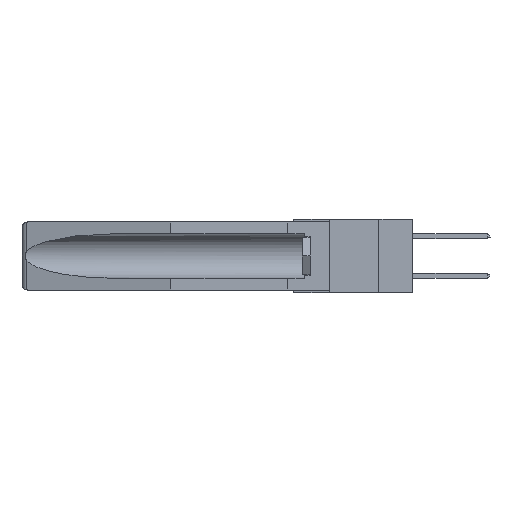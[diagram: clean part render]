
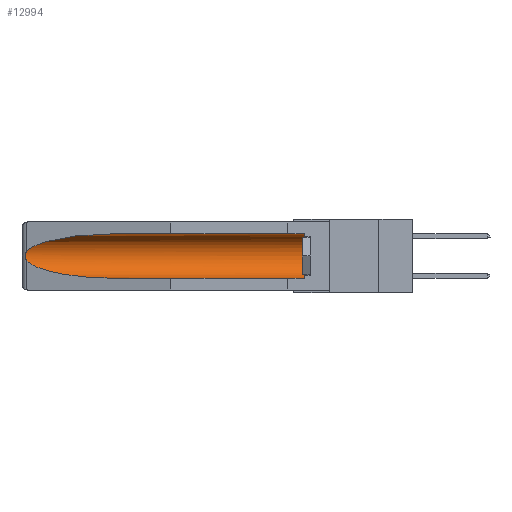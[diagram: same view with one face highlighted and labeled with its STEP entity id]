
A CAD part, left-side view. The second image highlights one B-rep face of the part: STEP entity #12994.
In plain terms, the highlighted cylindrical face has radius 2.857 mm (diameter 5.715 mm), a partial arc.
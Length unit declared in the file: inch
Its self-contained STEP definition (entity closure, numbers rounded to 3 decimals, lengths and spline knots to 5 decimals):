
#495 = EDGE_CURVE ( 'NONE', #3284, #13252, #1889, .T. ) ;
#1560 = DIRECTION ( 'NONE',  ( 0., 0., 1. ) ) ;
#1573 = VERTEX_POINT ( 'NONE', #17212 ) ;
#1889 =( BOUNDED_CURVE ( )  B_SPLINE_CURVE ( 3, ( #8227, #18164, #15344, #12480 ),
 .UNSPECIFIED., .F., .F. ) 
 B_SPLINE_CURVE_WITH_KNOTS ( ( 4, 4 ),
 ( 4.71239, 6.08839 ),
 .UNSPECIFIED. ) 
 CURVE ( )  GEOMETRIC_REPRESENTATION_ITEM ( )  RATIONAL_B_SPLINE_CURVE ( ( 1., 0.848, 0.848, 1. ) ) 
 REPRESENTATION_ITEM ( '' )  );
#2304 = VECTOR ( 'NONE', #16340, 39.37008 ) ;
#2326 = CARTESIAN_POINT ( 'NONE',  ( 0.26597, 1.52961, -0.15275 ) ) ;
#2381 = EDGE_CURVE ( 'NONE', #13252, #1573, #8853, .T. ) ;
#2906 = CARTESIAN_POINT ( 'NONE',  ( 0.155, 0.126, -0.1715 ) ) ;
#3284 = VERTEX_POINT ( 'NONE', #8606 ) ;
#3867 = CARTESIAN_POINT ( 'NONE',  ( 0.2675, 1.53308, -0.17534 ) ) ;
#4274 = EDGE_CURVE ( 'NONE', #13095, #5016, #5751, .T. ) ;
#4334 = VERTEX_POINT ( 'NONE', #15945 ) ;
#4699 = ORIENTED_EDGE ( 'NONE', *, *, #2381, .T. ) ;
#5016 = VERTEX_POINT ( 'NONE', #14823 ) ;
#5059 = CARTESIAN_POINT ( 'NONE',  ( 0.2673, 1.5327, -0.16383 ) ) ;
#5176 = CARTESIAN_POINT ( 'NONE',  ( 0.26655, 1.53094, -0.18657 ) ) ;
#5189 = CARTESIAN_POINT ( 'NONE',  ( 0.21114, 1.30732, -0.284 ) ) ;
#5238 = CARTESIAN_POINT ( 'NONE',  ( 0.26597, 1.5296, -0.19026 ) ) ;
#5400 = VECTOR ( 'NONE', #8683, 39.37008 ) ;
#5751 = CIRCLE ( 'NONE', #7775, 0.1125 ) ;
#6090 = EDGE_CURVE ( 'NONE', #1573, #4334, #14632, .T. ) ;
#6399 = CARTESIAN_POINT ( 'NONE',  ( 0.155, -0.30754, -0.059 ) ) ;
#6738 = CARTESIAN_POINT ( 'NONE',  ( 0.25451, 1.48313, -0.24835 ) ) ;
#7775 = AXIS2_PLACEMENT_3D ( 'NONE', #2906, #15689, #14430 ) ;
#7780 = ORIENTED_EDGE ( 'NONE', *, *, #16529, .T. ) ;
#7924 = CARTESIAN_POINT ( 'NONE',  ( 0.26537, 1.52718, -0.19328 ) ) ;
#7988 = ORIENTED_EDGE ( 'NONE', *, *, #4274, .T. ) ;
#8193 = CARTESIAN_POINT ( 'NONE',  ( 0.155, 1.07973, -0.284 ) ) ;
#8227 = CARTESIAN_POINT ( 'NONE',  ( 0.155, 1.07973, -0.059 ) ) ;
#8604 = CARTESIAN_POINT ( 'NONE',  ( 0.155, -0.30754, -0.1715 ) ) ;
#8606 = CARTESIAN_POINT ( 'NONE',  ( 0.155, 1.07973, -0.059 ) ) ;
#8683 = DIRECTION ( 'NONE',  ( 0., 1., 0. ) ) ;
#8845 = DIRECTION ( 'NONE',  ( 0., 1., 0. ) ) ;
#8853 = B_SPLINE_CURVE_WITH_KNOTS ( 'NONE', 3,
 ( #10832, #2326, #17992, #5059, #10720, #3867, #15058, #5176, #5238, #7924 ),
 .UNSPECIFIED., .F., .F.,
 ( 4, 2, 2, 2, 4 ),
 ( 0., 0.00029, 0.00058, 0.00087, 0.00117 ),
 .UNSPECIFIED. ) ;
#8971 = LINE ( 'NONE', #6399, #2304 ) ;
#9770 = ORIENTED_EDGE ( 'NONE', *, *, #495, .T. ) ;
#10088 = LINE ( 'NONE', #10096, #5400 ) ;
#10096 = CARTESIAN_POINT ( 'NONE',  ( 0.155, -0.30754, -0.284 ) ) ;
#10336 = AXIS2_PLACEMENT_3D ( 'NONE', #8604, #8845, #1560 ) ;
#10720 = CARTESIAN_POINT ( 'NONE',  ( 0.2675, 1.53308, -0.16763 ) ) ;
#10832 = CARTESIAN_POINT ( 'NONE',  ( 0.26537, 1.52718, -0.14972 ) ) ;
#11001 = CYLINDRICAL_SURFACE ( 'NONE', #10336, 0.1125 ) ;
#11636 = ORIENTED_EDGE ( 'NONE', *, *, #17421, .F. ) ;
#12480 = CARTESIAN_POINT ( 'NONE',  ( 0.26537, 1.52718, -0.14972 ) ) ;
#12706 = CARTESIAN_POINT ( 'NONE',  ( 0.26537, 1.52718, -0.19328 ) ) ;
#12994 = ADVANCED_FACE ( 'NONE', ( #13861 ), #11001, .F. ) ;
#13095 = VERTEX_POINT ( 'NONE', #15985 ) ;
#13252 = VERTEX_POINT ( 'NONE', #17529 ) ;
#13861 = FACE_OUTER_BOUND ( 'NONE', #18369, .T. ) ;
#14430 = DIRECTION ( 'NONE',  ( 0., 0., 1. ) ) ;
#14632 =( BOUNDED_CURVE ( )  B_SPLINE_CURVE ( 3, ( #12706, #6738, #5189, #8193 ),
 .UNSPECIFIED., .F., .F. ) 
 B_SPLINE_CURVE_WITH_KNOTS ( ( 4, 4 ),
 ( 0.1948, 1.5708 ),
 .UNSPECIFIED. ) 
 CURVE ( )  GEOMETRIC_REPRESENTATION_ITEM ( )  RATIONAL_B_SPLINE_CURVE ( ( 1., 0.848, 0.848, 1. ) ) 
 REPRESENTATION_ITEM ( '' )  );
#14823 = CARTESIAN_POINT ( 'NONE',  ( 0.155, 0.126, -0.059 ) ) ;
#15058 = CARTESIAN_POINT ( 'NONE',  ( 0.2673, 1.53269, -0.17917 ) ) ;
#15344 = CARTESIAN_POINT ( 'NONE',  ( 0.25451, 1.48313, -0.09465 ) ) ;
#15689 = DIRECTION ( 'NONE',  ( 0., -1., 0. ) ) ;
#15945 = CARTESIAN_POINT ( 'NONE',  ( 0.155, 1.07973, -0.284 ) ) ;
#15985 = CARTESIAN_POINT ( 'NONE',  ( 0.155, 0.126, -0.284 ) ) ;
#16340 = DIRECTION ( 'NONE',  ( 0., 1., 0. ) ) ;
#16529 = EDGE_CURVE ( 'NONE', #5016, #3284, #8971, .T. ) ;
#16549 = ORIENTED_EDGE ( 'NONE', *, *, #6090, .T. ) ;
#17212 = CARTESIAN_POINT ( 'NONE',  ( 0.26537, 1.52718, -0.19328 ) ) ;
#17421 = EDGE_CURVE ( 'NONE', #13095, #4334, #10088, .T. ) ;
#17529 = CARTESIAN_POINT ( 'NONE',  ( 0.26537, 1.52718, -0.14972 ) ) ;
#17992 = CARTESIAN_POINT ( 'NONE',  ( 0.26654, 1.53092, -0.15636 ) ) ;
#18164 = CARTESIAN_POINT ( 'NONE',  ( 0.21114, 1.30732, -0.059 ) ) ;
#18369 = EDGE_LOOP ( 'NONE', ( #9770, #4699, #16549, #11636, #7988, #7780 ) ) ;
